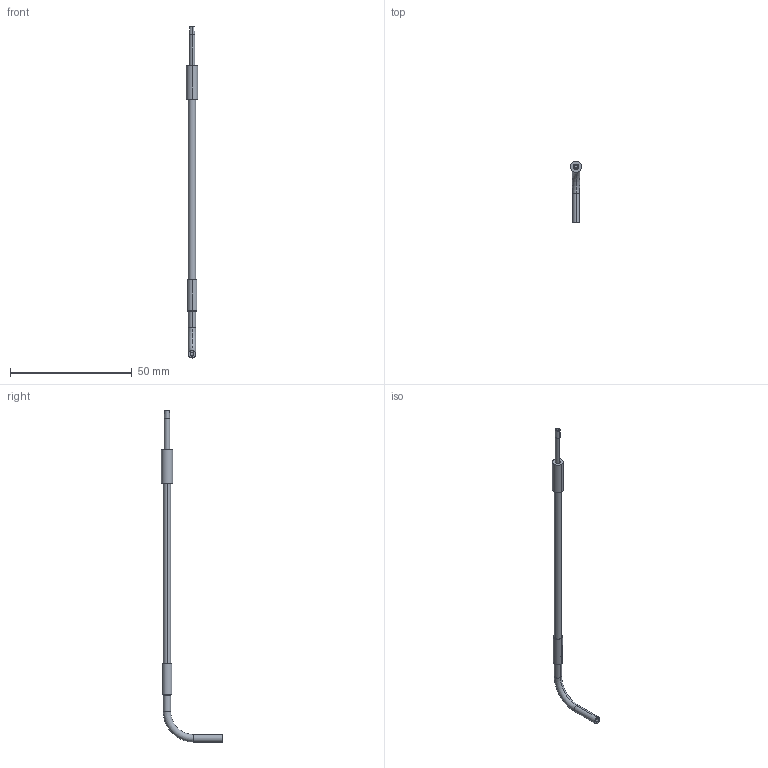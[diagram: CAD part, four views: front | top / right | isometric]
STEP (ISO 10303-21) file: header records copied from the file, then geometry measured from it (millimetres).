
FILE_DESCRIPTION((''),'2;1');
FILE_NAME('161874_ASM','2020-06-17T14:31:06',('PDMAdmin'),('BANNER ENGINEERING'),'CREO PARAMETRIC BY PTC INC, 2019292','CREO PARAMETRIC BY PTC INC, 2019292','');
FILE_SCHEMA(('CONFIG_CONTROL_DESIGN'));
Length unit declared in the file: inch
Products named in the file (6): PVC_12_STRAIGHT_; B159450; FTI_B158132; FTI_B11872; FTI_B158133_ASM; 161874_ASM
Assembly tree (5 placements, depth 3):
  161874_ASM
    PVC_12_STRAIGHT_
    B159450
    FTI_B158133_ASM
      FTI_B158132
      FTI_B11872
Bounding box: 4.6 x 25.16 x 136.61 mm (x, y, z)
Volume: 967 mm3; surface area: 2120.2 mm2
Topology: 4 solids, 5 shells, 47 faces, 94 edges, 56 vertices
Faces by surface type: cylinder 24, plane 9, cone 8, torus 4, bspline 2
Entity records: 1639 total; most frequent: CARTESIAN_POINT 457, DIRECTION 264, ORIENTED_EDGE 184, AXIS2_PLACEMENT_3D 115, EDGE_CURVE 94, VERTEX_POINT 56, CIRCLE 56, EDGE_LOOP 54
